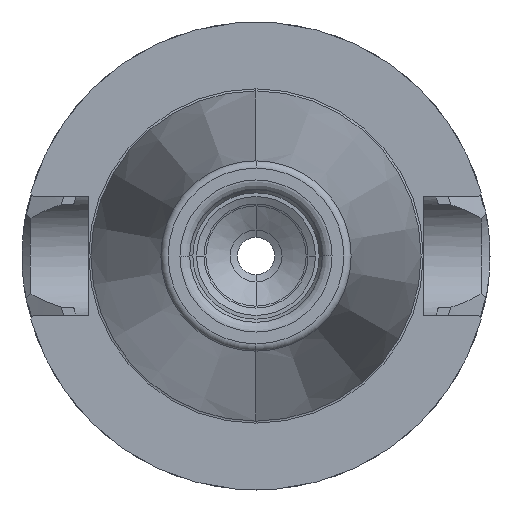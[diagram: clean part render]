
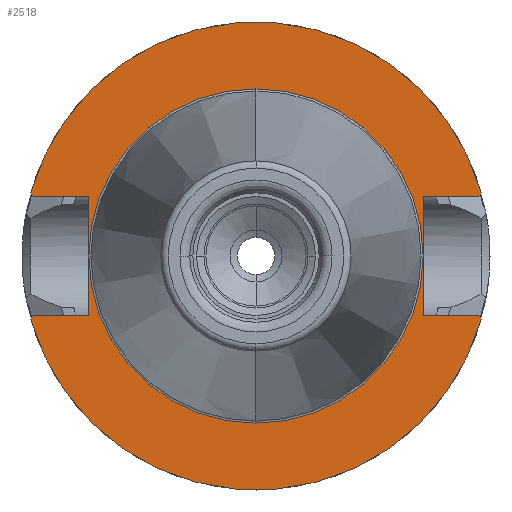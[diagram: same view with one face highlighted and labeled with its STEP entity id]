
A CAD part, left-side view. The second image highlights one B-rep face of the part: STEP entity #2518.
In plain terms, the highlighted planar face has unit normal (-1, 0, 0).
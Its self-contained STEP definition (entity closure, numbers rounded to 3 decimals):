
#767=CARTESIAN_POINT('',(2.,0.,0.));
#768=DIRECTION('',(-1.,0.,0.));
#769=DIRECTION('',(0.,0.963,-0.269));
#770=AXIS2_PLACEMENT_3D('',#767,#768,#769);
#776=CARTESIAN_POINT('',(2.,0.,0.));
#777=DIRECTION('',(-1.,0.,0.));
#778=DIRECTION('',(0.,-0.963,0.269));
#779=AXIS2_PLACEMENT_3D('',#776,#777,#778);
#905=CARTESIAN_POINT('',(2.,0.,0.));
#906=DIRECTION('',(1.,0.,0.));
#907=DIRECTION('',(0.,0.,1.));
#908=AXIS2_PLACEMENT_3D('',#905,#906,#907);
#910=CARTESIAN_POINT('',(2.,0.,0.));
#911=DIRECTION('',(1.,0.,0.));
#912=DIRECTION('',(0.,0.,-1.));
#913=AXIS2_PLACEMENT_3D('',#910,#911,#912);
#915=DIRECTION('',(0.,0.,-1.));
#916=VECTOR('',#915,16.1);
#917=CARTESIAN_POINT('',(2.,-22.6,8.05));
#918=LINE('',#917,#916);
#919=DIRECTION('',(0.,1.,0.));
#920=VECTOR('',#919,7.3);
#921=CARTESIAN_POINT('',(2.,-29.9,-8.05));
#922=LINE('',#921,#920);
#923=DIRECTION('',(0.,0.707,0.707));
#924=VECTOR('',#923,0.616);
#925=CARTESIAN_POINT('',(2.,-30.336,-8.486));
#926=LINE('',#925,#924);
#927=DIRECTION('',(0.,-0.707,0.707));
#928=VECTOR('',#927,0.616);
#929=CARTESIAN_POINT('',(2.,30.336,-8.486));
#930=LINE('',#929,#928);
#931=DIRECTION('',(0.,-1.,0.));
#932=VECTOR('',#931,7.3);
#933=CARTESIAN_POINT('',(2.,29.9,-8.05));
#934=LINE('',#933,#932);
#935=DIRECTION('',(0.,0.,-1.));
#936=VECTOR('',#935,16.1);
#937=CARTESIAN_POINT('',(2.,22.6,8.05));
#938=LINE('',#937,#936);
#939=DIRECTION('',(0.,-1.,0.));
#940=VECTOR('',#939,7.3);
#941=CARTESIAN_POINT('',(2.,29.9,8.05));
#942=LINE('',#941,#940);
#943=DIRECTION('',(0.,-0.707,-0.707));
#944=VECTOR('',#943,0.616);
#945=CARTESIAN_POINT('',(2.,30.336,8.486));
#946=LINE('',#945,#944);
#947=DIRECTION('',(0.,0.707,-0.707));
#948=VECTOR('',#947,0.616);
#949=CARTESIAN_POINT('',(2.,-30.336,8.486));
#950=LINE('',#949,#948);
#951=DIRECTION('',(0.,1.,0.));
#952=VECTOR('',#951,7.3);
#953=CARTESIAN_POINT('',(2.,-29.9,8.05));
#954=LINE('',#953,#952);
#1070=CARTESIAN_POINT('',(2.,22.6,8.05));
#1071=CARTESIAN_POINT('',(2.,22.6,-8.05));
#1072=VERTEX_POINT('',#1070);
#1073=VERTEX_POINT('',#1071);
#1146=CARTESIAN_POINT('',(2.,0.,22.5));
#1147=CARTESIAN_POINT('',(2.,0.,-22.5));
#1148=VERTEX_POINT('',#1146);
#1149=VERTEX_POINT('',#1147);
#1182=CARTESIAN_POINT('',(2.,29.9,8.05));
#1183=VERTEX_POINT('',#1182);
#1184=CARTESIAN_POINT('',(2.,29.9,-8.05));
#1185=VERTEX_POINT('',#1184);
#1190=CARTESIAN_POINT('',(2.,30.336,8.486));
#1191=VERTEX_POINT('',#1190);
#1192=CARTESIAN_POINT('',(2.,30.336,-8.486));
#1193=VERTEX_POINT('',#1192);
#1195=CARTESIAN_POINT('',(2.,-30.336,8.486));
#1197=VERTEX_POINT('',#1195);
#1199=CARTESIAN_POINT('',(2.,-30.336,-8.486));
#1201=VERTEX_POINT('',#1199);
#1202=CARTESIAN_POINT('',(2.,-22.6,8.05));
#1203=CARTESIAN_POINT('',(2.,-22.6,-8.05));
#1204=VERTEX_POINT('',#1202);
#1205=VERTEX_POINT('',#1203);
#1206=CARTESIAN_POINT('',(2.,-29.9,8.05));
#1207=VERTEX_POINT('',#1206);
#1208=CARTESIAN_POINT('',(2.,-29.9,-8.05));
#1209=VERTEX_POINT('',#1208);
#2487=CARTESIAN_POINT('',(2.,0.,0.));
#2488=DIRECTION('',(-1.,0.,0.));
#2489=DIRECTION('',(0.,0.,-1.));
#2490=AXIS2_PLACEMENT_3D('',#2487,#2488,#2489);
#2491=PLANE('',#2490);
#2492=ORIENTED_EDGE('',*,*,#2481,.T.);
#2493=ORIENTED_EDGE('',*,*,#2253,.F.);
#2494=ORIENTED_EDGE('',*,*,#2414,.F.);
#2495=ORIENTED_EDGE('',*,*,#2369,.F.);
#2497=ORIENTED_EDGE('',*,*,#2496,.T.);
#2499=ORIENTED_EDGE('',*,*,#2498,.T.);
#2501=ORIENTED_EDGE('',*,*,#2500,.F.);
#2503=ORIENTED_EDGE('',*,*,#2502,.F.);
#2505=ORIENTED_EDGE('',*,*,#2504,.F.);
#2506=ORIENTED_EDGE('',*,*,#2381,.F.);
#2508=ORIENTED_EDGE('',*,*,#2507,.T.);
#2509=ORIENTED_EDGE('',*,*,#2463,.T.);
#2510=EDGE_LOOP('',(#2492,#2493,#2494,#2495,#2497,#2499,#2501,#2503,#2505,#2506,
#2508,#2509));
#2511=FACE_OUTER_BOUND('',#2510,.F.);
#2513=ORIENTED_EDGE('',*,*,#2512,.F.);
#2515=ORIENTED_EDGE('',*,*,#2514,.F.);
#2516=EDGE_LOOP('',(#2513,#2515));
#2517=FACE_BOUND('',#2516,.F.);
#2518=ADVANCED_FACE('',(#2511,#2517),#2491,.T.);
#771=CIRCLE('',#770,31.5);
#780=CIRCLE('',#779,31.5);
#909=CIRCLE('',#908,22.5);
#914=CIRCLE('',#913,22.5);
#2253=EDGE_CURVE('',#1209,#1205,#922,.T.);
#2369=EDGE_CURVE('',#1193,#1201,#771,.T.);
#2381=EDGE_CURVE('',#1197,#1191,#780,.T.);
#2414=EDGE_CURVE('',#1201,#1209,#926,.T.);
#2463=EDGE_CURVE('',#1207,#1204,#954,.T.);
#2481=EDGE_CURVE('',#1204,#1205,#918,.T.);
#2496=EDGE_CURVE('',#1193,#1185,#930,.T.);
#2498=EDGE_CURVE('',#1185,#1073,#934,.T.);
#2500=EDGE_CURVE('',#1072,#1073,#938,.T.);
#2502=EDGE_CURVE('',#1183,#1072,#942,.T.);
#2504=EDGE_CURVE('',#1191,#1183,#946,.T.);
#2507=EDGE_CURVE('',#1197,#1207,#950,.T.);
#2512=EDGE_CURVE('',#1148,#1149,#909,.T.);
#2514=EDGE_CURVE('',#1149,#1148,#914,.T.);
